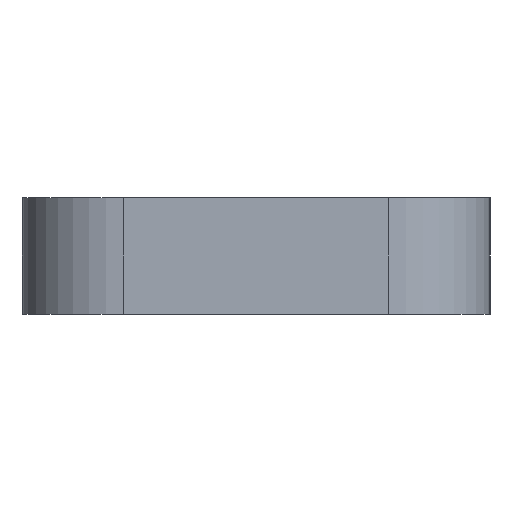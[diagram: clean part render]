
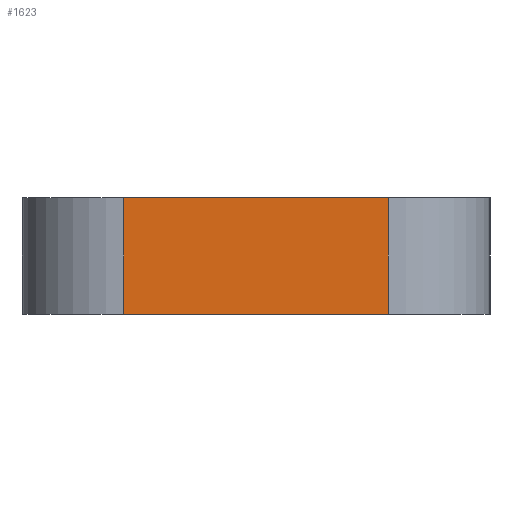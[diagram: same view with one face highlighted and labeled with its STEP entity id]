
A CAD part, left-side view. The second image highlights one B-rep face of the part: STEP entity #1623.
In plain terms, the highlighted planar face has unit normal (-1, 0, 0).
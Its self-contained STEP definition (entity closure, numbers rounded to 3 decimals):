
#102 = VERTEX_POINT ( 'NONE', #2530 ) ;
#231 = LINE ( 'NONE', #286, #7220 ) ;
#286 = CARTESIAN_POINT ( 'NONE',  ( -15.098, 0., 0. ) ) ;
#1295 = ORIENTED_EDGE ( 'NONE', *, *, #1572, .T. ) ;
#1324 = ORIENTED_EDGE ( 'NONE', *, *, #8201, .F. ) ;
#1572 = EDGE_CURVE ( 'NONE', #3781, #10571, #231, .T. ) ;
#1623 = ADVANCED_FACE ( 'NONE', ( #5972 ), #4364, .F. ) ;
#2223 = ORIENTED_EDGE ( 'NONE', *, *, #10125, .T. ) ;
#2246 = AXIS2_PLACEMENT_3D ( 'NONE', #8652, #10216, #5369 ) ;
#2530 = CARTESIAN_POINT ( 'NONE',  ( -15.098, -24.379, 4. ) ) ;
#3006 = EDGE_LOOP ( 'NONE', ( #1295, #1324, #5736, #2223 ) ) ;
#3217 = VECTOR ( 'NONE', #6814, 1000. ) ;
#3506 = DIRECTION ( 'NONE',  ( 0., -1., 0. ) ) ;
#3781 = VERTEX_POINT ( 'NONE', #3846 ) ;
#3846 = CARTESIAN_POINT ( 'NONE',  ( -15.098, -24.379, 0. ) ) ;
#4154 = VECTOR ( 'NONE', #8772, 1000. ) ;
#4364 = PLANE ( 'NONE',  #2246 ) ;
#5299 = CARTESIAN_POINT ( 'NONE',  ( -15.098, -33.487, 4. ) ) ;
#5315 = EDGE_CURVE ( 'NONE', #102, #7554, #5940, .T. ) ;
#5369 = DIRECTION ( 'NONE',  ( 0., 1., 0. ) ) ;
#5546 = LINE ( 'NONE', #6251, #4154 ) ;
#5736 = ORIENTED_EDGE ( 'NONE', *, *, #5315, .F. ) ;
#5940 = LINE ( 'NONE', #9221, #9823 ) ;
#5972 = FACE_OUTER_BOUND ( 'NONE', #3006, .T. ) ;
#5998 = DIRECTION ( 'NONE',  ( 0., -1., 0. ) ) ;
#6251 = CARTESIAN_POINT ( 'NONE',  ( -15.098, -24.379, 4. ) ) ;
#6814 = DIRECTION ( 'NONE',  ( 0., 0., -1. ) ) ;
#7220 = VECTOR ( 'NONE', #3506, 1000. ) ;
#7385 = CARTESIAN_POINT ( 'NONE',  ( -15.098, -33.487, 4. ) ) ;
#7554 = VERTEX_POINT ( 'NONE', #7385 ) ;
#7677 = LINE ( 'NONE', #5299, #3217 ) ;
#8201 = EDGE_CURVE ( 'NONE', #7554, #10571, #7677, .T. ) ;
#8630 = CARTESIAN_POINT ( 'NONE',  ( -15.098, -33.487, 0. ) ) ;
#8652 = CARTESIAN_POINT ( 'NONE',  ( -15.098, 0., 4. ) ) ;
#8772 = DIRECTION ( 'NONE',  ( 0., 0., -1. ) ) ;
#9221 = CARTESIAN_POINT ( 'NONE',  ( -15.098, 0., 4. ) ) ;
#9823 = VECTOR ( 'NONE', #5998, 1000. ) ;
#10125 = EDGE_CURVE ( 'NONE', #102, #3781, #5546, .T. ) ;
#10216 = DIRECTION ( 'NONE',  ( 1., 0., 0. ) ) ;
#10571 = VERTEX_POINT ( 'NONE', #8630 ) ;
